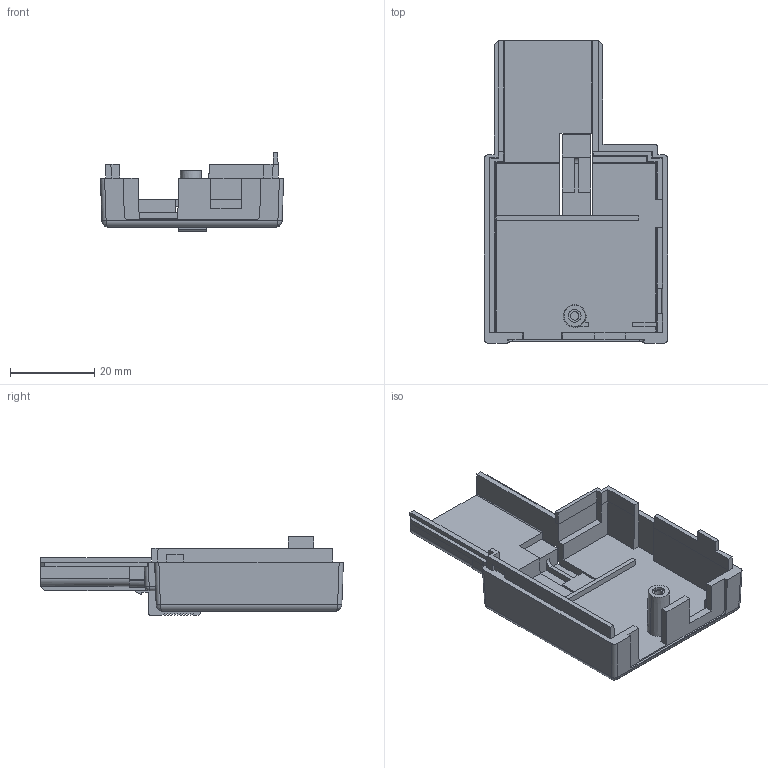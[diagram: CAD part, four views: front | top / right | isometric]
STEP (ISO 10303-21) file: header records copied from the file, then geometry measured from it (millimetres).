
FILE_DESCRIPTION((''),'2;1');
FILE_NAME('','2024-08-08T',(''),(''),'PRO/ENGINEER BY PARAMETRIC TECHNOLOGY CORPORATION, 2003250','PRO/ENGINEER BY PARAMETRIC TECHNOLOGY CORPORATION, 2003250','');
FILE_SCHEMA(('CONFIG_CONTROL_DESIGN'));
Length unit declared in the file: millimetre
Bounding box: 43.41 x 71.7 x 18.6 mm (x, y, z)
Volume: 8385.2 mm3; surface area: 10442.1 mm2
Topology: 2 solids, 2 shells, 279 faces, 781 edges, 508 vertices
Faces by surface type: plane 236, cylinder 34, bspline 4, sphere 2, cone 2, extrusion 1
Entity records: 9034 total; most frequent: CARTESIAN_POINT 1859, ORIENTED_EDGE 1562, DIRECTION 1351, EDGE_CURVE 781, VECTOR 695, LINE 694, VERTEX_POINT 508, AXIS2_PLACEMENT_3D 328
